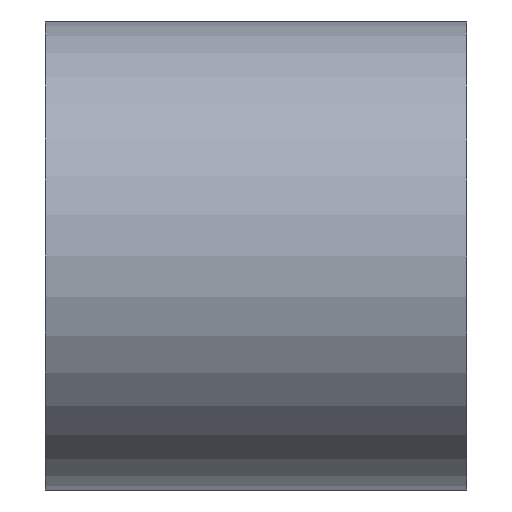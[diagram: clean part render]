
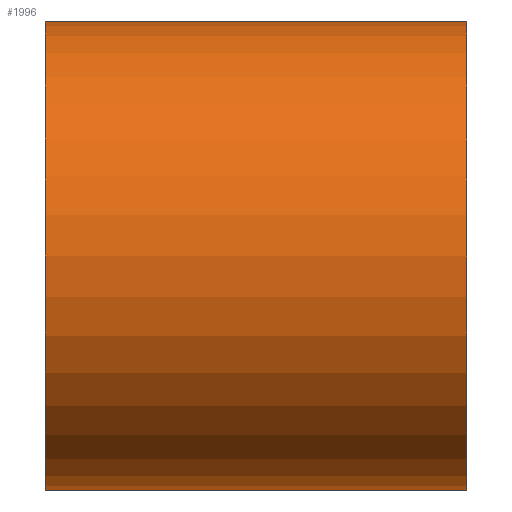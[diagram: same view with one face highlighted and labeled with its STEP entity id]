
A CAD part, left-side view. The second image highlights one B-rep face of the part: STEP entity #1996.
In plain terms, the highlighted cylindrical face has radius 5 mm (diameter 10 mm), a partial arc.
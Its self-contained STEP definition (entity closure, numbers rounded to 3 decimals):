
#649 = CARTESIAN_POINT ( 'NONE',  ( 0., 4.5, -5. ) ) ;
#650 = DIRECTION ( 'NONE',  ( 0., 1., 0. ) ) ;
#651 = VECTOR ( 'NONE', #650, 1000. ) ;
#652 = CARTESIAN_POINT ( 'NONE',  ( 0., 13.586, -5. ) ) ;
#653 = LINE ( 'NONE', #652, #651 ) ;
#670 = CARTESIAN_POINT ( 'NONE',  ( 0., -4.5, 5. ) ) ;
#671 = DIRECTION ( 'NONE',  ( 0., 0., 1. ) ) ;
#672 = DIRECTION ( 'NONE',  ( 0., 1., 0. ) ) ;
#673 = CARTESIAN_POINT ( 'NONE',  ( 0., 4.5, 0. ) ) ;
#674 = AXIS2_PLACEMENT_3D ( 'NONE', #673, #672, #671 ) ;
#675 = CIRCLE ( 'NONE', #674, 5. ) ;
#710 = DIRECTION ( 'NONE',  ( 0., 1., 0. ) ) ;
#711 = VECTOR ( 'NONE', #710, 1000. ) ;
#712 = CARTESIAN_POINT ( 'NONE',  ( 0., 13.586, 5. ) ) ;
#713 = LINE ( 'NONE', #712, #711 ) ;
#1205 = DIRECTION ( 'NONE',  ( 0., 0., 1. ) ) ;
#1206 = DIRECTION ( 'NONE',  ( 0., 1., 0. ) ) ;
#1207 = CARTESIAN_POINT ( 'NONE',  ( 0., 13.586, 0. ) ) ;
#1208 = AXIS2_PLACEMENT_3D ( 'NONE', #1207, #1206, #1205 ) ;
#1209 = CYLINDRICAL_SURFACE ( 'NONE', #1208, 5. ) ;
#1210 = FACE_OUTER_BOUND ( 'NONE', #1963, .T. ) ;
#1211 = CARTESIAN_POINT ( 'NONE',  ( 0., -4.5, -5. ) ) ;
#1212 = DIRECTION ( 'NONE',  ( 0., 0., -1. ) ) ;
#1213 = DIRECTION ( 'NONE',  ( 0., -1., 0. ) ) ;
#1214 = CARTESIAN_POINT ( 'NONE',  ( 0., -4.5, 0. ) ) ;
#1215 = AXIS2_PLACEMENT_3D ( 'NONE', #1214, #1213, #1212 ) ;
#1216 = CIRCLE ( 'NONE', #1215, 5. ) ;
#1219 = CARTESIAN_POINT ( 'NONE',  ( 0., 4.5, 5. ) ) ;
#1765 = ORIENTED_EDGE ( 'NONE', *, *, #1991, .F. ) ;
#1855 = EDGE_CURVE ( 'NONE', #1880, #1990, #713, .T. ) ;
#1879 = EDGE_CURVE ( 'NONE', #1886, #1990, #675, .T. ) ;
#1880 = VERTEX_POINT ( 'NONE', #670 ) ;
#1885 = EDGE_CURVE ( 'NONE', #1995, #1886, #653, .T. ) ;
#1886 = VERTEX_POINT ( 'NONE', #649 ) ;
#1890 = ORIENTED_EDGE ( 'NONE', *, *, #1885, .F. ) ;
#1963 = EDGE_LOOP ( 'NONE', ( #1890, #1765, #1992, #1993 ) ) ;
#1990 = VERTEX_POINT ( 'NONE', #1219 ) ;
#1991 = EDGE_CURVE ( 'NONE', #1880, #1995, #1216, .T. ) ;
#1992 = ORIENTED_EDGE ( 'NONE', *, *, #1855, .T. ) ;
#1993 = ORIENTED_EDGE ( 'NONE', *, *, #1879, .F. ) ;
#1995 = VERTEX_POINT ( 'NONE', #1211 ) ;
#1996 = ADVANCED_FACE ( 'NONE', ( #1210 ), #1209, .T. ) ;
